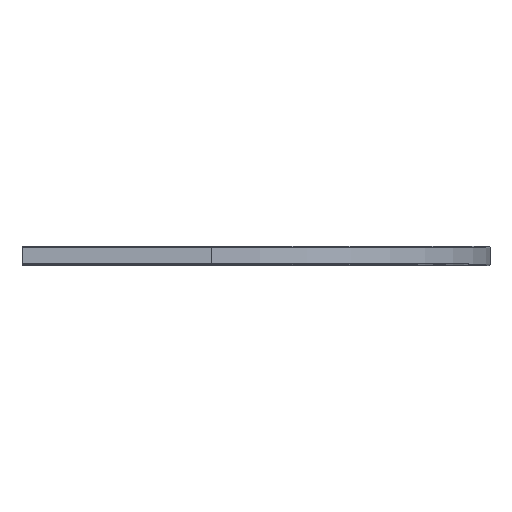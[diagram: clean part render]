
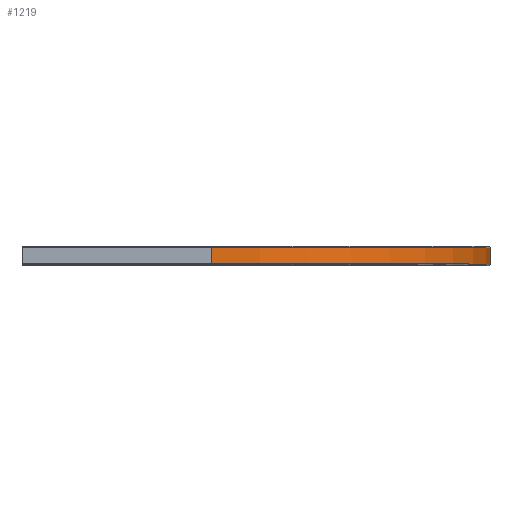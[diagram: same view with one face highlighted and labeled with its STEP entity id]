
A CAD part, top view. The second image highlights one B-rep face of the part: STEP entity #1219.
In plain terms, the highlighted cylindrical face has radius 515 mm (diameter 1030 mm), a partial arc.
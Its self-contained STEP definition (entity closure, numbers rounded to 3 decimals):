
#91=CIRCLE('',#1373,515.);
#92=CIRCLE('',#1375,515.);
#131=CYLINDRICAL_SURFACE('',#1374,515.);
#193=FACE_OUTER_BOUND('',#263,.T.);
#263=EDGE_LOOP('',(#1075,#1076,#1077,#1078));
#294=LINE('',#1855,#398);
#353=LINE('',#2035,#457);
#398=VECTOR('',#1450,10.);
#457=VECTOR('',#1619,10.);
#503=VERTEX_POINT('',#1845);
#506=VERTEX_POINT('',#1853);
#569=VERTEX_POINT('',#2025);
#572=VERTEX_POINT('',#2033);
#622=EDGE_CURVE('',#506,#503,#294,.T.);
#711=EDGE_CURVE('',#569,#572,#353,.T.);
#763=EDGE_CURVE('',#506,#569,#91,.T.);
#764=EDGE_CURVE('',#503,#572,#92,.T.);
#1075=ORIENTED_EDGE('',*,*,#711,.T.);
#1076=ORIENTED_EDGE('',*,*,#764,.F.);
#1077=ORIENTED_EDGE('',*,*,#622,.F.);
#1078=ORIENTED_EDGE('',*,*,#763,.T.);
#1219=ADVANCED_FACE('',(#193),#131,.T.);
#1373=AXIS2_PLACEMENT_3D('',#2134,#1747,#1748);
#1374=AXIS2_PLACEMENT_3D('',#2135,#1749,#1750);
#1375=AXIS2_PLACEMENT_3D('',#2136,#1751,#1752);
#1450=DIRECTION('',(0.,-1.,0.));
#1619=DIRECTION('',(0.,-1.,0.));
#1747=DIRECTION('center_axis',(0.,-1.,0.));
#1748=DIRECTION('ref_axis',(1.,0.,0.));
#1749=DIRECTION('center_axis',(0.,-1.,0.));
#1750=DIRECTION('ref_axis',(1.,0.,0.));
#1751=DIRECTION('center_axis',(0.,-1.,0.));
#1752=DIRECTION('ref_axis',(1.,0.,0.));
#1845=CARTESIAN_POINT('',(116.,170.066,0.));
#1853=CARTESIAN_POINT('',(116.,200.066,0.));
#1855=CARTESIAN_POINT('',(116.,200.066,0.));
#2025=CARTESIAN_POINT('',(-399.,200.066,515.));
#2033=CARTESIAN_POINT('',(-399.,170.066,515.));
#2035=CARTESIAN_POINT('',(-399.,200.066,515.));
#2134=CARTESIAN_POINT('Origin',(-399.,200.066,0.));
#2135=CARTESIAN_POINT('Origin',(-399.,185.066,0.));
#2136=CARTESIAN_POINT('Origin',(-399.,170.066,0.));
